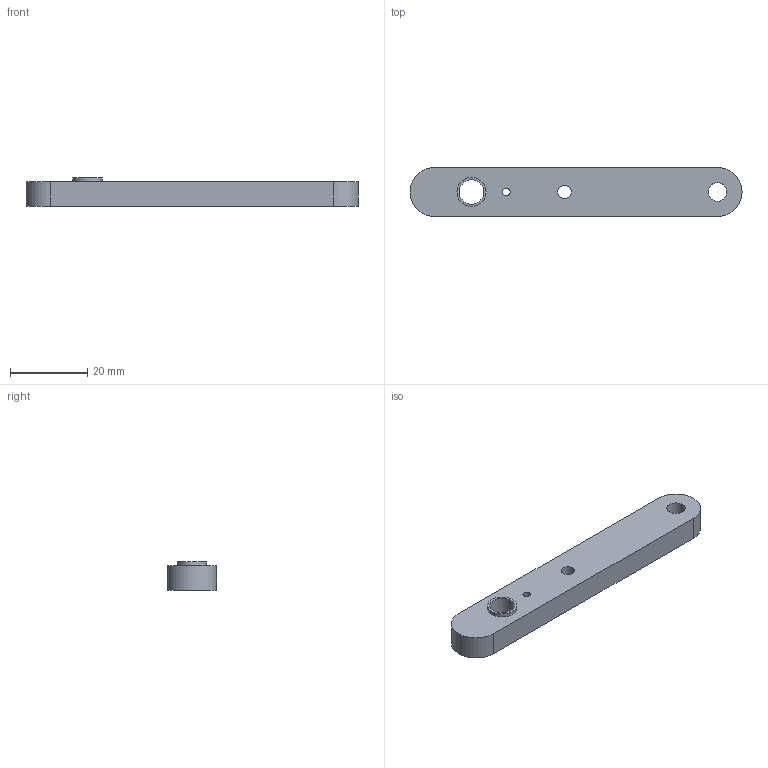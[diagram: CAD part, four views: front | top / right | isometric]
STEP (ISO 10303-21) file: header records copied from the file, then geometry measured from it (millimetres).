
FILE_DESCRIPTION(/* description */ (''),/* implementation_level */ '2;1');
FILE_NAME(/* name */ 'KeyLeverNewLine.stp',/* time_stamp */ '2020-02-28T17:08:35-05:00',/* author */ ('Dominic'),/* organization */ (''),/* preprocessor_version */ 'ST-DEVELOPER v18',/* originating_system */ 'Autodesk Inventor 2020',/* authorisation */ '');
FILE_SCHEMA (('AUTOMOTIVE_DESIGN { 1 0 10303 214 3 1 1 }'));
Length unit declared in the file: inch
Products named in the file (1): KeyLeverNewLine
Bounding box: 85.72 x 12.7 x 7.35 mm (x, y, z)
Volume: 6310.7 mm3; surface area: 3539.4 mm2
Topology: 1 solids, 1 shells, 12 faces, 31 edges, 22 vertices
Faces by surface type: cylinder 7, plane 5
Full cylindrical faces by diameter (mm): 2 x1, 3.5 x1, 4.762 x1, 6.35 x1, 7.5 x1
Entity records: 444 total; most frequent: DIRECTION 75, CARTESIAN_POINT 66, ORIENTED_EDGE 62, EDGE_CURVE 31, AXIS2_PLACEMENT_3D 31, VERTEX_POINT 22, EDGE_LOOP 21, CIRCLE 18
